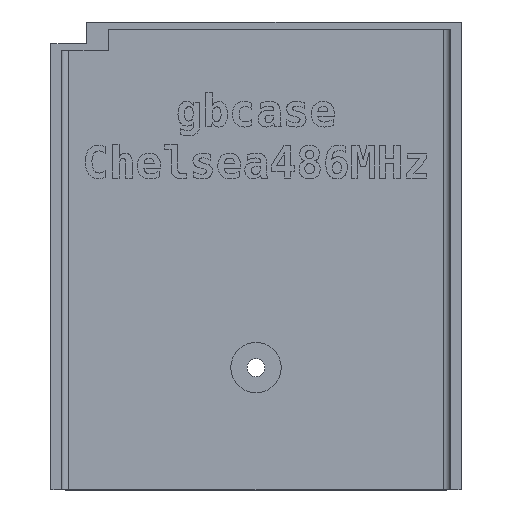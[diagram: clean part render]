
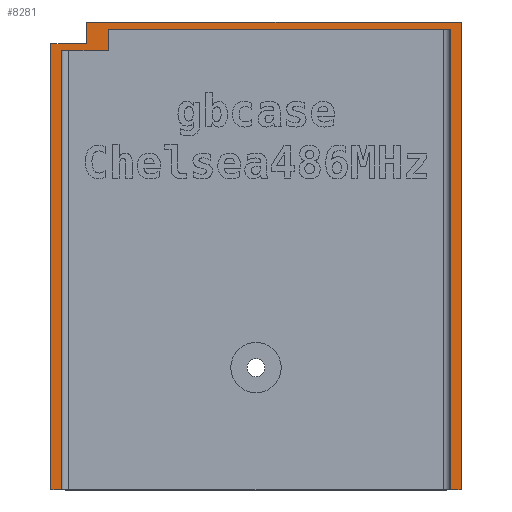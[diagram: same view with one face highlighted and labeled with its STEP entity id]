
A CAD part, top view. The second image highlights one B-rep face of the part: STEP entity #8281.
In plain terms, the highlighted planar face has unit normal (0, 0, 1).
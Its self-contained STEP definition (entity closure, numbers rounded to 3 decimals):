
#963=PLANE('',#8770);
#1127=FACE_OUTER_BOUND('',#1617,.T.);
#1617=EDGE_LOOP('',(#6036,#6037,#6038,#6039,#6040,#6041,#6042,#6043,#6044,
#6045,#6046,#6047));
#2092=LINE('',#9992,#2783);
#2217=LINE('',#11619,#2908);
#2221=LINE('',#11627,#2912);
#2224=LINE('',#11632,#2915);
#2225=LINE('',#11634,#2916);
#2226=LINE('',#11636,#2917);
#2227=LINE('',#11637,#2918);
#2228=LINE('',#11639,#2919);
#2229=LINE('',#11641,#2920);
#2230=LINE('',#11643,#2921);
#2231=LINE('',#11645,#2922);
#2232=LINE('',#11646,#2923);
#2783=VECTOR('',#8944,10.);
#2908=VECTOR('',#9089,10.);
#2912=VECTOR('',#9095,10.);
#2915=VECTOR('',#9102,10.);
#2916=VECTOR('',#9103,10.);
#2917=VECTOR('',#9104,10.);
#2918=VECTOR('',#9105,10.);
#2919=VECTOR('',#9106,10.);
#2920=VECTOR('',#9107,10.);
#2921=VECTOR('',#9108,10.);
#2922=VECTOR('',#9109,10.);
#2923=VECTOR('',#9110,10.);
#3485=VERTEX_POINT('',#9989);
#3486=VERTEX_POINT('',#9991);
#3837=VERTEX_POINT('',#11616);
#3838=VERTEX_POINT('',#11618);
#3840=VERTEX_POINT('',#11624);
#3841=VERTEX_POINT('',#11626);
#3842=VERTEX_POINT('',#11633);
#3843=VERTEX_POINT('',#11635);
#3844=VERTEX_POINT('',#11638);
#3845=VERTEX_POINT('',#11640);
#3846=VERTEX_POINT('',#11642);
#3847=VERTEX_POINT('',#11644);
#4356=EDGE_CURVE('',#3486,#3485,#2092,.T.);
#4713=EDGE_CURVE('',#3838,#3837,#2217,.T.);
#4717=EDGE_CURVE('',#3841,#3840,#2221,.T.);
#4720=EDGE_CURVE('',#3840,#3838,#2224,.T.);
#4721=EDGE_CURVE('',#3837,#3842,#2225,.T.);
#4722=EDGE_CURVE('',#3842,#3843,#2226,.T.);
#4723=EDGE_CURVE('',#3843,#3486,#2227,.T.);
#4724=EDGE_CURVE('',#3485,#3844,#2228,.T.);
#4725=EDGE_CURVE('',#3844,#3845,#2229,.T.);
#4726=EDGE_CURVE('',#3845,#3846,#2230,.T.);
#4727=EDGE_CURVE('',#3846,#3847,#2231,.T.);
#4728=EDGE_CURVE('',#3847,#3841,#2232,.T.);
#6036=ORIENTED_EDGE('',*,*,#4717,.T.);
#6037=ORIENTED_EDGE('',*,*,#4720,.T.);
#6038=ORIENTED_EDGE('',*,*,#4713,.T.);
#6039=ORIENTED_EDGE('',*,*,#4721,.T.);
#6040=ORIENTED_EDGE('',*,*,#4722,.T.);
#6041=ORIENTED_EDGE('',*,*,#4723,.T.);
#6042=ORIENTED_EDGE('',*,*,#4356,.T.);
#6043=ORIENTED_EDGE('',*,*,#4724,.T.);
#6044=ORIENTED_EDGE('',*,*,#4725,.T.);
#6045=ORIENTED_EDGE('',*,*,#4726,.T.);
#6046=ORIENTED_EDGE('',*,*,#4727,.T.);
#6047=ORIENTED_EDGE('',*,*,#4728,.T.);
#8281=ADVANCED_FACE('',(#1127),#963,.T.);
#8770=AXIS2_PLACEMENT_3D('',#11631,#9100,#9101);
#8944=DIRECTION('',(0.,-1.,0.));
#9089=DIRECTION('',(0.,1.,0.));
#9095=DIRECTION('',(0.,-1.,0.));
#9100=DIRECTION('center_axis',(0.,0.,1.));
#9101=DIRECTION('ref_axis',(1.,0.,0.));
#9102=DIRECTION('',(1.,0.,0.));
#9103=DIRECTION('',(1.,0.,0.));
#9104=DIRECTION('',(0.,1.,0.));
#9105=DIRECTION('',(1.,0.,0.));
#9106=DIRECTION('',(1.,0.,0.));
#9107=DIRECTION('',(0.,1.,0.));
#9108=DIRECTION('',(-1.,0.,0.));
#9109=DIRECTION('',(0.,-1.,0.));
#9110=DIRECTION('',(-1.,0.,0.));
#9989=CARTESIAN_POINT('',(55.5,0.,4.));
#9991=CARTESIAN_POINT('',(55.5,64.,4.));
#9992=CARTESIAN_POINT('',(55.5,47.25,4.));
#11616=CARTESIAN_POINT('',(1.5,61.,4.));
#11618=CARTESIAN_POINT('',(1.5,0.,4.));
#11619=CARTESIAN_POINT('',(1.5,16.25,4.));
#11624=CARTESIAN_POINT('',(0.,0.,4.));
#11626=CARTESIAN_POINT('',(0.,62.,4.));
#11627=CARTESIAN_POINT('',(0.,62.,4.));
#11631=CARTESIAN_POINT('Origin',(28.5,32.5,4.));
#11632=CARTESIAN_POINT('',(0.,0.,4.));
#11633=CARTESIAN_POINT('',(8.,61.,4.));
#11634=CARTESIAN_POINT('',(15.25,61.,4.));
#11635=CARTESIAN_POINT('',(8.,64.,4.));
#11636=CARTESIAN_POINT('',(8.,59.,4.));
#11637=CARTESIAN_POINT('',(41.75,64.,4.));
#11638=CARTESIAN_POINT('',(57.,0.,4.));
#11639=CARTESIAN_POINT('',(0.,0.,4.));
#11640=CARTESIAN_POINT('',(57.,65.,4.));
#11641=CARTESIAN_POINT('',(57.,0.,4.));
#11642=CARTESIAN_POINT('',(5.,65.,4.));
#11643=CARTESIAN_POINT('',(5.,65.,4.));
#11644=CARTESIAN_POINT('',(5.,62.,4.));
#11645=CARTESIAN_POINT('',(5.,65.,4.));
#11646=CARTESIAN_POINT('',(5.,62.,4.));
